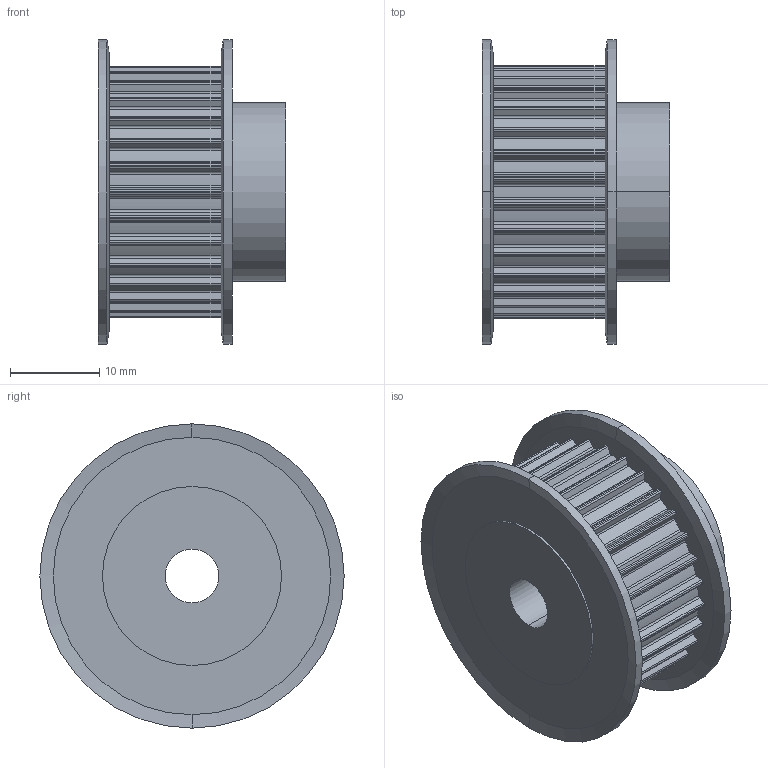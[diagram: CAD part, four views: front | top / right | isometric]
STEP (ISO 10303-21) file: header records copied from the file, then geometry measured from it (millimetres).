
FILE_DESCRIPTION(('STEP AP214'),'1');
FILE_NAME('cctmp_F48602D5-7C67-4BF2-B23E-4085FE2A0322_2021_1_6_11_28_39_841..stp','2021-01-06T10:28:40',('Mulco-Europe EWIV'),('CADClick - www.CADClick.com'),'Spatial InterOp 3D',' ','unknown authorization');
FILE_SCHEMA(('AUTOMOTIVE_DESIGN'));
Length unit declared in the file: millimetre
Products named in the file (1): 2021_01_06__11-28-39-825
Bounding box: 21 x 34 x 34 mm (x, y, z)
Volume: 10324 mm3; surface area: 4985 mm2
Topology: 1 solids, 1 shells, 264 faces, 766 edges, 508 vertices
Faces by surface type: cylinder 190, plane 66, cone 8
Entity records: 11034 total; most frequent: DIRECTION 1684, CARTESIAN_POINT 1539, ORIENTED_EDGE 1532, EDGE_CURVE 766, AXIS2_PLACEMENT_3D 653, VERTEX_POINT 508, CIRCLE 388, LINE 378
